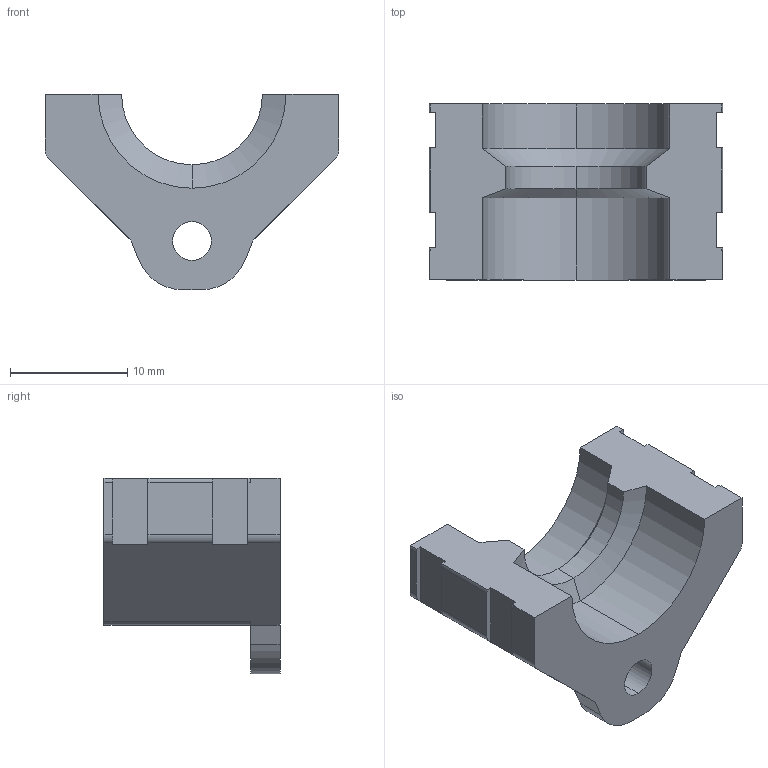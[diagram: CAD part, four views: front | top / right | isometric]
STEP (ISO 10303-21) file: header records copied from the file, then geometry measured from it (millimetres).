
FILE_DESCRIPTION (( 'STEP AP214' ), '1' );
FILE_NAME ('ubis_hotend_clip_side2.STEP', '2014-11-07T15:22:27', ( 'setup' ), ( '' ), 'SwSTEP 2.0', 'SolidWorks 2014', '' );
FILE_SCHEMA (( 'AUTOMOTIVE_DESIGN' ));
Length unit declared in the file: millimetre
Products named in the file (1): ubis_hotend_clip_side2
Bounding box: 25 x 15 x 16.65 mm (x, y, z)
Volume: 2388.4 mm3; surface area: 1623.4 mm2
Topology: 1 solids, 1 shells, 62 faces, 178 edges, 118 vertices
Faces by surface type: plane 32, cylinder 27, cone 3
Entity records: 2078 total; most frequent: CARTESIAN_POINT 359, DIRECTION 358, ORIENTED_EDGE 356, EDGE_CURVE 178, LINE 124, VECTOR 124, VERTEX_POINT 118, AXIS2_PLACEMENT_3D 117
